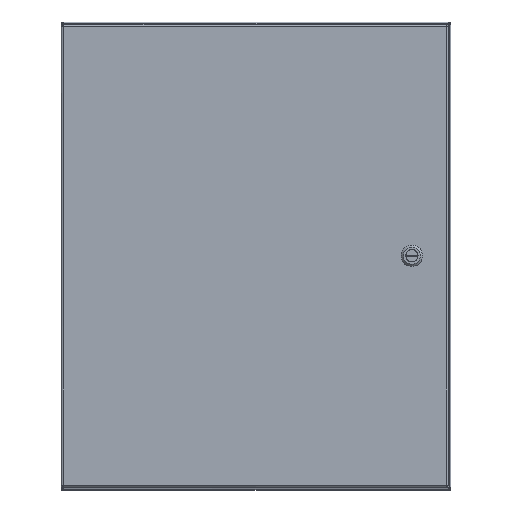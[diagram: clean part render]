
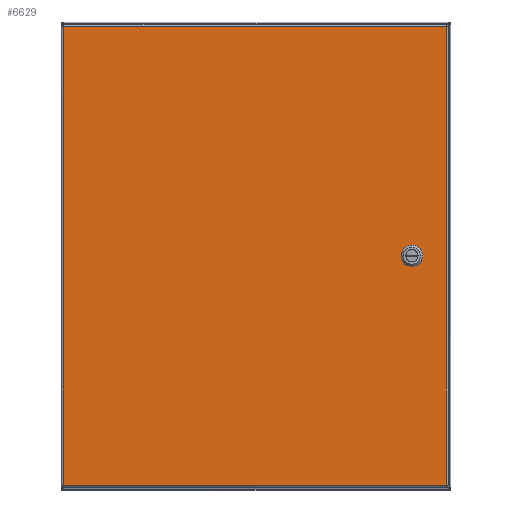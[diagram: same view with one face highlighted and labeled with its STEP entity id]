
A CAD part, top view. The second image highlights one B-rep face of the part: STEP entity #6629.
In plain terms, the highlighted face is planar.
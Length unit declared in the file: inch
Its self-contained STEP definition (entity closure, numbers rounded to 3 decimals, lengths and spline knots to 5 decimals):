
#4952=CARTESIAN_POINT('',(2.08762,12.275,0.0));
#4953=VERTEX_POINT('',#4952);
#4960=CARTESIAN_POINT('',(2.275,12.08762,0.0));
#4961=VERTEX_POINT('',#4960);
#4962=CARTESIAN_POINT('',(1.875,11.875,0.0));
#4963=DIRECTION('',(0.0,0.0,1.0));
#4964=DIRECTION('',(-0.469,-0.883,0.0));
#4965=AXIS2_PLACEMENT_3D('',#4962,#4963,#4964);
#4966=CIRCLE('',#4965,0.453);
#4967=EDGE_CURVE('',#4961,#4953,#4966,.T.);
#4992=CARTESIAN_POINT('',(2.275,11.66238,0.0));
#4993=VERTEX_POINT('',#4992);
#4994=CARTESIAN_POINT('',(2.275,11.66238,0.0));
#4995=DIRECTION('',(0.0,1.0,0.0));
#4996=VECTOR('',#4995,0.42525);
#4997=LINE('',#4994,#4996);
#4998=EDGE_CURVE('',#4993,#4961,#4997,.T.);
#5024=CARTESIAN_POINT('',(2.08762,11.475,0.0));
#5025=VERTEX_POINT('',#5024);
#5026=CARTESIAN_POINT('',(1.875,11.875,0.0));
#5027=DIRECTION('',(0.0,0.0,1.0));
#5028=DIRECTION('',(-0.883,0.469,0.0));
#5029=AXIS2_PLACEMENT_3D('',#5026,#5027,#5028);
#5030=CIRCLE('',#5029,0.453);
#5031=EDGE_CURVE('',#5025,#4993,#5030,.T.);
#5056=CARTESIAN_POINT('',(1.66238,11.475,0.0));
#5057=VERTEX_POINT('',#5056);
#5058=CARTESIAN_POINT('',(1.66238,11.475,0.0));
#5059=DIRECTION('',(1.0,0.0,0.0));
#5060=VECTOR('',#5059,0.42525);
#5061=LINE('',#5058,#5060);
#5062=EDGE_CURVE('',#5057,#5025,#5061,.T.);
#5088=CARTESIAN_POINT('',(1.475,11.66238,0.0));
#5089=VERTEX_POINT('',#5088);
#5090=CARTESIAN_POINT('',(1.875,11.875,0.0));
#5091=DIRECTION('',(0.0,0.0,1.0));
#5092=DIRECTION('',(0.469,0.883,0.0));
#5093=AXIS2_PLACEMENT_3D('',#5090,#5091,#5092);
#5094=CIRCLE('',#5093,0.453);
#5095=EDGE_CURVE('',#5089,#5057,#5094,.T.);
#5120=CARTESIAN_POINT('',(1.475,12.08762,0.0));
#5121=VERTEX_POINT('',#5120);
#5122=CARTESIAN_POINT('',(1.475,12.08762,0.0));
#5123=DIRECTION('',(0.0,-1.0,0.0));
#5124=VECTOR('',#5123,0.42525);
#5125=LINE('',#5122,#5124);
#5126=EDGE_CURVE('',#5121,#5089,#5125,.T.);
#5152=CARTESIAN_POINT('',(1.66238,12.275,0.0));
#5153=VERTEX_POINT('',#5152);
#5154=CARTESIAN_POINT('',(1.875,11.875,0.0));
#5155=DIRECTION('',(0.0,0.0,1.0));
#5156=DIRECTION('',(0.883,-0.469,0.0));
#5157=AXIS2_PLACEMENT_3D('',#5154,#5155,#5156);
#5158=CIRCLE('',#5157,0.453);
#5159=EDGE_CURVE('',#5153,#5121,#5158,.T.);
#5182=CARTESIAN_POINT('',(2.08762,12.275,0.0));
#5183=DIRECTION('',(-1.0,0.0,0.0));
#5184=VECTOR('',#5183,0.42525);
#5185=LINE('',#5182,#5184);
#5186=EDGE_CURVE('',#4953,#5153,#5185,.T.);
#5637=CARTESIAN_POINT('',(19.76975,0.10525,0.));
#5638=VERTEX_POINT('',#5637);
#5649=CARTESIAN_POINT('',(19.76975,23.64475,0.));
#5650=VERTEX_POINT('',#5649);
#5651=CARTESIAN_POINT('',(19.76975,23.64475,0.0));
#5652=DIRECTION('',(0.0,-1.0,0.0));
#5653=VECTOR('',#5652,23.5395);
#5654=LINE('',#5651,#5653);
#5655=EDGE_CURVE('',#5650,#5638,#5654,.T.);
#5807=CARTESIAN_POINT('',(0.10525,0.10525,0.));
#5808=VERTEX_POINT('',#5807);
#5819=CARTESIAN_POINT('',(19.76975,0.10525,0.0));
#5820=DIRECTION('',(-1.0,0.0,0.0));
#5821=VECTOR('',#5820,19.6645);
#5822=LINE('',#5819,#5821);
#5823=EDGE_CURVE('',#5638,#5808,#5822,.T.);
#6084=CARTESIAN_POINT('',(0.10525,23.64475,0.));
#6085=VERTEX_POINT('',#6084);
#6096=CARTESIAN_POINT('',(0.10525,0.10525,0.0));
#6097=DIRECTION('',(0.0,1.0,0.0));
#6098=VECTOR('',#6097,23.5395);
#6099=LINE('',#6096,#6098);
#6100=EDGE_CURVE('',#5808,#6085,#6099,.T.);
#6365=CARTESIAN_POINT('',(0.10525,23.64475,0.0));
#6366=DIRECTION('',(1.0,0.0,0.0));
#6367=VECTOR('',#6366,19.6645);
#6368=LINE('',#6365,#6367);
#6369=EDGE_CURVE('',#6085,#5650,#6368,.T.);
#6608=CARTESIAN_POINT('',(9.9375,11.875,0.0));
#6609=DIRECTION('',(0.0,0.0,1.0));
#6610=DIRECTION('',(1.0,0.0,0.0));
#6611=AXIS2_PLACEMENT_3D('',#6608,#6609,#6610);
#6612=PLANE('',#6611);
#6613=ORIENTED_EDGE('',*,*,#5655,.T.);
#6614=ORIENTED_EDGE('',*,*,#5823,.T.);
#6615=ORIENTED_EDGE('',*,*,#6100,.T.);
#6616=ORIENTED_EDGE('',*,*,#6369,.T.);
#6617=EDGE_LOOP('',(#6613,#6614,#6615,#6616));
#6618=FACE_OUTER_BOUND('',#6617,.T.);
#6619=ORIENTED_EDGE('',*,*,#4967,.T.);
#6620=ORIENTED_EDGE('',*,*,#5186,.T.);
#6621=ORIENTED_EDGE('',*,*,#5159,.T.);
#6622=ORIENTED_EDGE('',*,*,#5126,.T.);
#6623=ORIENTED_EDGE('',*,*,#5095,.T.);
#6624=ORIENTED_EDGE('',*,*,#5062,.T.);
#6625=ORIENTED_EDGE('',*,*,#5031,.T.);
#6626=ORIENTED_EDGE('',*,*,#4998,.T.);
#6627=EDGE_LOOP('',(#6619,#6620,#6621,#6622,#6623,#6624,#6625,#6626));
#6628=FACE_BOUND('',#6627,.T.);
#6629=ADVANCED_FACE('',(#6618,#6628),#6612,.F.);
